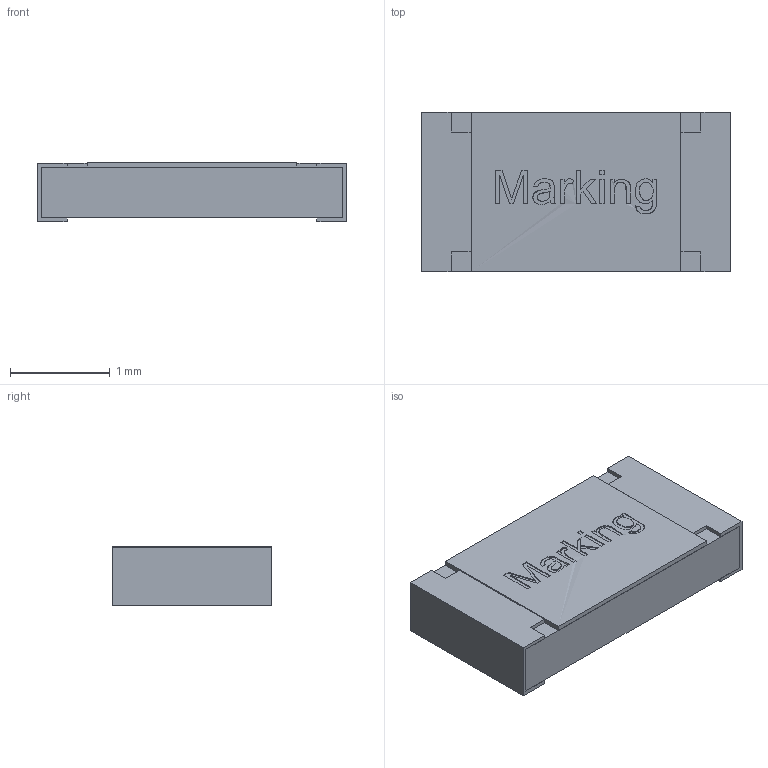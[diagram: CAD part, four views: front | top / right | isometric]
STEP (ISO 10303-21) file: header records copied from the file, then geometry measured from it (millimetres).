
FILE_DESCRIPTION(('STEP AP214'),'1');
FILE_NAME('R_Wurth_WRIS-KSKE-1206.step','2025-01-15T02:55:59',(' '),('ANSOFT Corporation'),'Spatial InterOp 3D',' ',' ');
FILE_SCHEMA(('AUTOMOTIVE_DESIGN { 1 0 10303 214 1 1 1 1 }'));
Length unit declared in the file: millimetre
Products named in the file (1): Cover
Bounding box: 3.1 x 1.6 x 0.6 mm (x, y, z)
Volume: 2.8 mm3; surface area: 30.1 mm2
Topology: 4 solids, 4 shells, 112 faces, 281 edges, 187 vertices
Faces by surface type: plane 96, extrusion 12, bspline 2, cylinder 2
Entity records: 4989 total; most frequent: CARTESIAN_POINT 992, ORIENTED_EDGE 560, DIRECTION 467, EDGE_CURVE 280, VECTOR 255, LINE 243, STYLED_ITEM 200, PRESENTATION_STYLE_ASSIGNMENT 200
